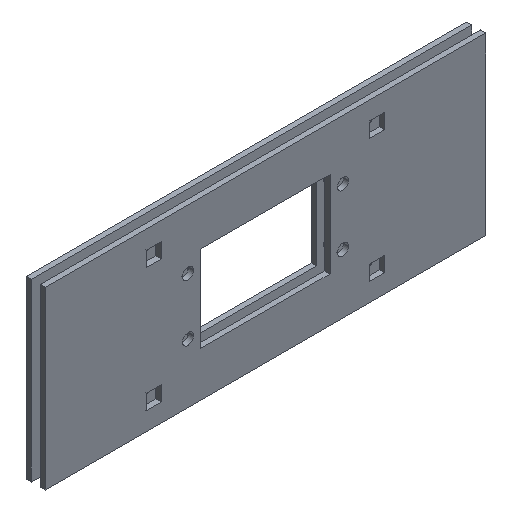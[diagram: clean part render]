
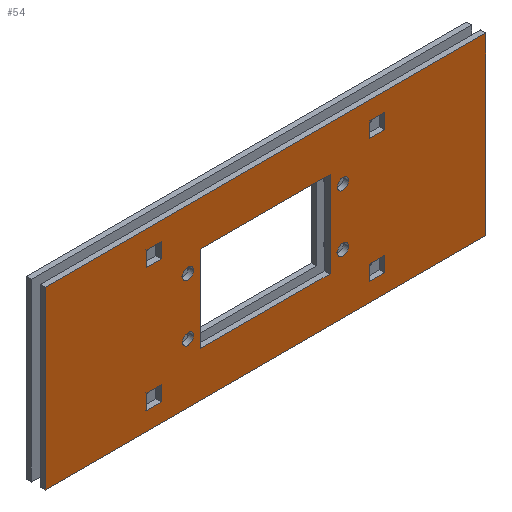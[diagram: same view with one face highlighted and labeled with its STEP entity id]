
A CAD part, isometric view. The second image highlights one B-rep face of the part: STEP entity #54.
In plain terms, the highlighted planar face has unit normal (0, -1, 0).
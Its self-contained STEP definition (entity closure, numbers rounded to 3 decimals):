
#54=ADVANCED_FACE('',(#123,#124,#125,#126,#127,#128,#129,#130,#131,#132),#133,.F.);
#123=FACE_OUTER_BOUND('',#295,.T.);
#124=FACE_BOUND('',#296,.T.);
#125=FACE_BOUND('',#297,.T.);
#126=FACE_BOUND('',#298,.T.);
#127=FACE_BOUND('',#299,.T.);
#128=FACE_BOUND('',#300,.T.);
#129=FACE_BOUND('',#301,.T.);
#130=FACE_BOUND('',#302,.T.);
#131=FACE_BOUND('',#303,.T.);
#132=FACE_BOUND('',#304,.T.);
#133=PLANE('',#305);
#295=EDGE_LOOP('',(#467,#468,#469,#470));
#296=EDGE_LOOP('',(#471,#472));
#297=EDGE_LOOP('',(#473,#474));
#298=EDGE_LOOP('',(#475,#476));
#299=EDGE_LOOP('',(#477,#478));
#300=EDGE_LOOP('',(#479,#480,#481,#482));
#301=EDGE_LOOP('',(#483,#484,#485,#486));
#302=EDGE_LOOP('',(#487,#488,#489,#490));
#303=EDGE_LOOP('',(#491,#492,#493,#494));
#304=EDGE_LOOP('',(#495,#496,#497,#498));
#305=AXIS2_PLACEMENT_3D('',#499,#500,#501);
#467=ORIENTED_EDGE('',*,*,#1055,.F.);
#468=ORIENTED_EDGE('',*,*,#1056,.F.);
#469=ORIENTED_EDGE('',*,*,#1057,.F.);
#470=ORIENTED_EDGE('',*,*,#1058,.F.);
#471=ORIENTED_EDGE('',*,*,#1059,.F.);
#472=ORIENTED_EDGE('',*,*,#1060,.F.);
#473=ORIENTED_EDGE('',*,*,#1061,.F.);
#474=ORIENTED_EDGE('',*,*,#1062,.F.);
#475=ORIENTED_EDGE('',*,*,#1063,.F.);
#476=ORIENTED_EDGE('',*,*,#1064,.F.);
#477=ORIENTED_EDGE('',*,*,#1065,.F.);
#478=ORIENTED_EDGE('',*,*,#1066,.F.);
#479=ORIENTED_EDGE('',*,*,#1067,.F.);
#480=ORIENTED_EDGE('',*,*,#1068,.F.);
#481=ORIENTED_EDGE('',*,*,#1069,.F.);
#482=ORIENTED_EDGE('',*,*,#1070,.F.);
#483=ORIENTED_EDGE('',*,*,#1071,.F.);
#484=ORIENTED_EDGE('',*,*,#1072,.F.);
#485=ORIENTED_EDGE('',*,*,#1073,.F.);
#486=ORIENTED_EDGE('',*,*,#1074,.F.);
#487=ORIENTED_EDGE('',*,*,#1075,.F.);
#488=ORIENTED_EDGE('',*,*,#1076,.F.);
#489=ORIENTED_EDGE('',*,*,#1077,.F.);
#490=ORIENTED_EDGE('',*,*,#1078,.F.);
#491=ORIENTED_EDGE('',*,*,#1079,.F.);
#492=ORIENTED_EDGE('',*,*,#1080,.F.);
#493=ORIENTED_EDGE('',*,*,#1081,.F.);
#494=ORIENTED_EDGE('',*,*,#1082,.F.);
#495=ORIENTED_EDGE('',*,*,#1083,.F.);
#496=ORIENTED_EDGE('',*,*,#1084,.F.);
#497=ORIENTED_EDGE('',*,*,#1085,.F.);
#498=ORIENTED_EDGE('',*,*,#1086,.F.);
#499=CARTESIAN_POINT('',(0.0,0.0,0.0));
#500=DIRECTION('',(-0.0,1.0,0.0));
#501=DIRECTION('',(1.0,0.0,0.0));
#1055=EDGE_CURVE('',#1247,#1248,#1249,.T.);
#1056=EDGE_CURVE('',#1250,#1247,#1251,.T.);
#1057=EDGE_CURVE('',#1252,#1250,#1253,.T.);
#1058=EDGE_CURVE('',#1248,#1252,#1254,.T.);
#1059=EDGE_CURVE('',#1255,#1256,#1257,.T.);
#1060=EDGE_CURVE('',#1256,#1255,#1258,.T.);
#1061=EDGE_CURVE('',#1259,#1260,#1261,.T.);
#1062=EDGE_CURVE('',#1260,#1259,#1262,.T.);
#1063=EDGE_CURVE('',#1263,#1264,#1265,.T.);
#1064=EDGE_CURVE('',#1264,#1263,#1266,.T.);
#1065=EDGE_CURVE('',#1267,#1268,#1269,.T.);
#1066=EDGE_CURVE('',#1268,#1267,#1270,.T.);
#1067=EDGE_CURVE('',#1271,#1272,#1273,.T.);
#1068=EDGE_CURVE('',#1274,#1271,#1275,.T.);
#1069=EDGE_CURVE('',#1276,#1274,#1277,.T.);
#1070=EDGE_CURVE('',#1272,#1276,#1278,.T.);
#1071=EDGE_CURVE('',#1279,#1280,#1281,.T.);
#1072=EDGE_CURVE('',#1282,#1279,#1283,.T.);
#1073=EDGE_CURVE('',#1284,#1282,#1285,.T.);
#1074=EDGE_CURVE('',#1280,#1284,#1286,.T.);
#1075=EDGE_CURVE('',#1287,#1288,#1289,.T.);
#1076=EDGE_CURVE('',#1290,#1287,#1291,.T.);
#1077=EDGE_CURVE('',#1292,#1290,#1293,.T.);
#1078=EDGE_CURVE('',#1288,#1292,#1294,.T.);
#1079=EDGE_CURVE('',#1295,#1296,#1297,.T.);
#1080=EDGE_CURVE('',#1298,#1295,#1299,.T.);
#1081=EDGE_CURVE('',#1300,#1298,#1301,.T.);
#1082=EDGE_CURVE('',#1296,#1300,#1302,.T.);
#1083=EDGE_CURVE('',#1303,#1304,#1305,.T.);
#1084=EDGE_CURVE('',#1306,#1303,#1307,.T.);
#1085=EDGE_CURVE('',#1308,#1306,#1309,.T.);
#1086=EDGE_CURVE('',#1304,#1308,#1310,.T.);
#1247=VERTEX_POINT('',#1567);
#1248=VERTEX_POINT('',#1568);
#1249=LINE('',#1569,#1570);
#1250=VERTEX_POINT('',#1571);
#1251=LINE('',#1572,#1573);
#1252=VERTEX_POINT('',#1574);
#1253=LINE('',#1575,#1576);
#1254=LINE('',#1577,#1578);
#1255=VERTEX_POINT('',#1579);
#1256=VERTEX_POINT('',#1580);
#1257=CIRCLE('',#1581,3.25);
#1258=CIRCLE('',#1582,3.25);
#1259=VERTEX_POINT('',#1583);
#1260=VERTEX_POINT('',#1584);
#1261=CIRCLE('',#1585,3.25);
#1262=CIRCLE('',#1586,3.25);
#1263=VERTEX_POINT('',#1587);
#1264=VERTEX_POINT('',#1588);
#1265=CIRCLE('',#1589,3.25);
#1266=CIRCLE('',#1590,3.25);
#1267=VERTEX_POINT('',#1591);
#1268=VERTEX_POINT('',#1592);
#1269=CIRCLE('',#1593,3.25);
#1270=CIRCLE('',#1594,3.25);
#1271=VERTEX_POINT('',#1595);
#1272=VERTEX_POINT('',#1596);
#1273=LINE('',#1597,#1598);
#1274=VERTEX_POINT('',#1599);
#1275=LINE('',#1600,#1601);
#1276=VERTEX_POINT('',#1602);
#1277=LINE('',#1603,#1604);
#1278=LINE('',#1605,#1606);
#1279=VERTEX_POINT('',#1607);
#1280=VERTEX_POINT('',#1608);
#1281=LINE('',#1609,#1610);
#1282=VERTEX_POINT('',#1611);
#1283=LINE('',#1612,#1613);
#1284=VERTEX_POINT('',#1614);
#1285=LINE('',#1615,#1616);
#1286=LINE('',#1617,#1618);
#1287=VERTEX_POINT('',#1619);
#1288=VERTEX_POINT('',#1620);
#1289=LINE('',#1621,#1622);
#1290=VERTEX_POINT('',#1623);
#1291=LINE('',#1624,#1625);
#1292=VERTEX_POINT('',#1626);
#1293=LINE('',#1627,#1628);
#1294=LINE('',#1629,#1630);
#1295=VERTEX_POINT('',#1631);
#1296=VERTEX_POINT('',#1632);
#1297=LINE('',#1633,#1634);
#1298=VERTEX_POINT('',#1635);
#1299=LINE('',#1636,#1637);
#1300=VERTEX_POINT('',#1638);
#1301=LINE('',#1639,#1640);
#1302=LINE('',#1641,#1642);
#1303=VERTEX_POINT('',#1643);
#1304=VERTEX_POINT('',#1644);
#1305=LINE('',#1645,#1646);
#1306=VERTEX_POINT('',#1647);
#1307=LINE('',#1648,#1649);
#1308=VERTEX_POINT('',#1650);
#1309=LINE('',#1651,#1652);
#1310=LINE('',#1653,#1654);
#1567=CARTESIAN_POINT('',(128.0,0.0,-51.0));
#1568=CARTESIAN_POINT('',(-128.0,0.0,-51.0));
#1569=CARTESIAN_POINT('',(128.0,0.0,-51.0));
#1570=VECTOR('',#2047,256.0);
#1571=CARTESIAN_POINT('',(128.0,0.0,51.0));
#1572=CARTESIAN_POINT('',(128.0,0.0,51.0));
#1573=VECTOR('',#2048,102.0);
#1574=CARTESIAN_POINT('',(-128.0,0.0,51.0));
#1575=CARTESIAN_POINT('',(-128.0,0.0,51.0));
#1576=VECTOR('',#2049,256.0);
#1577=CARTESIAN_POINT('',(-128.0,0.0,-51.0));
#1578=VECTOR('',#2050,102.0);
#1579=CARTESIAN_POINT('',(41.75,0.0,-16.5));
#1580=CARTESIAN_POINT('',(48.25,0.0,-16.5));
#1581=AXIS2_PLACEMENT_3D('',#2051,#2052,#2053);
#1582=AXIS2_PLACEMENT_3D('',#2054,#2055,#2056);
#1583=CARTESIAN_POINT('',(41.75,0.0,16.5));
#1584=CARTESIAN_POINT('',(48.25,0.0,16.5));
#1585=AXIS2_PLACEMENT_3D('',#2057,#2058,#2059);
#1586=AXIS2_PLACEMENT_3D('',#2060,#2061,#2062);
#1587=CARTESIAN_POINT('',(-48.25,0.0,-16.5));
#1588=CARTESIAN_POINT('',(-41.75,0.0,-16.5));
#1589=AXIS2_PLACEMENT_3D('',#2063,#2064,#2065);
#1590=AXIS2_PLACEMENT_3D('',#2066,#2067,#2068);
#1591=CARTESIAN_POINT('',(-48.25,0.0,16.5));
#1592=CARTESIAN_POINT('',(-41.75,0.0,16.5));
#1593=AXIS2_PLACEMENT_3D('',#2069,#2070,#2071);
#1594=AXIS2_PLACEMENT_3D('',#2072,#2073,#2074);
#1595=CARTESIAN_POINT('',(-37.5,0.0,25.0));
#1596=CARTESIAN_POINT('',(-37.5,0.0,-25.0));
#1597=CARTESIAN_POINT('',(-37.5,0.0,25.0));
#1598=VECTOR('',#2075,50.0);
#1599=CARTESIAN_POINT('',(37.5,0.0,25.0));
#1600=CARTESIAN_POINT('',(37.5,0.0,25.0));
#1601=VECTOR('',#2076,75.0);
#1602=CARTESIAN_POINT('',(37.5,0.0,-25.0));
#1603=CARTESIAN_POINT('',(37.5,0.0,-25.0));
#1604=VECTOR('',#2077,50.0);
#1605=CARTESIAN_POINT('',(-37.5,0.0,-25.0));
#1606=VECTOR('',#2078,75.0);
#1607=CARTESIAN_POINT('',(-69.375,0.0,-31.625));
#1608=CARTESIAN_POINT('',(-69.375,0.0,-40.375));
#1609=CARTESIAN_POINT('',(-69.375,0.0,-31.625));
#1610=VECTOR('',#2079,8.75);
#1611=CARTESIAN_POINT('',(-60.625,0.0,-31.625));
#1612=CARTESIAN_POINT('',(-60.625,0.0,-31.625));
#1613=VECTOR('',#2080,8.75);
#1614=CARTESIAN_POINT('',(-60.625,0.0,-40.375));
#1615=CARTESIAN_POINT('',(-60.625,0.0,-40.375));
#1616=VECTOR('',#2081,8.75);
#1617=CARTESIAN_POINT('',(-69.375,0.0,-40.375));
#1618=VECTOR('',#2082,8.75);
#1619=CARTESIAN_POINT('',(60.625,0.0,-40.375));
#1620=CARTESIAN_POINT('',(69.375,0.0,-40.375));
#1621=CARTESIAN_POINT('',(60.625,0.0,-40.375));
#1622=VECTOR('',#2083,8.75);
#1623=CARTESIAN_POINT('',(60.625,0.0,-31.625));
#1624=CARTESIAN_POINT('',(60.625,0.0,-31.625));
#1625=VECTOR('',#2084,8.75);
#1626=CARTESIAN_POINT('',(69.375,0.0,-31.625));
#1627=CARTESIAN_POINT('',(69.375,0.0,-31.625));
#1628=VECTOR('',#2085,8.75);
#1629=CARTESIAN_POINT('',(69.375,0.0,-40.375));
#1630=VECTOR('',#2086,8.75);
#1631=CARTESIAN_POINT('',(69.375,0.0,31.625));
#1632=CARTESIAN_POINT('',(69.375,0.0,40.375));
#1633=CARTESIAN_POINT('',(69.375,0.0,31.625));
#1634=VECTOR('',#2087,8.75);
#1635=CARTESIAN_POINT('',(60.625,0.0,31.625));
#1636=CARTESIAN_POINT('',(60.625,0.0,31.625));
#1637=VECTOR('',#2088,8.75);
#1638=CARTESIAN_POINT('',(60.625,0.0,40.375));
#1639=CARTESIAN_POINT('',(60.625,0.0,40.375));
#1640=VECTOR('',#2089,8.75);
#1641=CARTESIAN_POINT('',(69.375,0.0,40.375));
#1642=VECTOR('',#2090,8.75);
#1643=CARTESIAN_POINT('',(-60.625,0.0,40.375));
#1644=CARTESIAN_POINT('',(-69.375,0.0,40.375));
#1645=CARTESIAN_POINT('',(-60.625,0.0,40.375));
#1646=VECTOR('',#2091,8.75);
#1647=CARTESIAN_POINT('',(-60.625,0.0,31.625));
#1648=CARTESIAN_POINT('',(-60.625,0.0,31.625));
#1649=VECTOR('',#2092,8.75);
#1650=CARTESIAN_POINT('',(-69.375,0.0,31.625));
#1651=CARTESIAN_POINT('',(-69.375,0.0,31.625));
#1652=VECTOR('',#2093,8.75);
#1653=CARTESIAN_POINT('',(-69.375,0.0,40.375));
#1654=VECTOR('',#2094,8.75);
#2047=DIRECTION('',(-1.0,0.0,0.0));
#2048=DIRECTION('',(0.0,0.0,-1.0));
#2049=DIRECTION('',(1.0,0.0,0.0));
#2050=DIRECTION('',(0.0,0.0,1.0));
#2051=CARTESIAN_POINT('',(45.0,0.0,-16.5));
#2052=DIRECTION('',(0.0,-1.0,0.0));
#2053=DIRECTION('',(-1.0,0.0,0.0));
#2054=CARTESIAN_POINT('',(45.0,0.0,-16.5));
#2055=DIRECTION('',(0.0,-1.0,0.0));
#2056=DIRECTION('',(1.0,0.0,0.0));
#2057=CARTESIAN_POINT('',(45.0,0.0,16.5));
#2058=DIRECTION('',(0.0,-1.0,0.0));
#2059=DIRECTION('',(-1.0,0.0,0.0));
#2060=CARTESIAN_POINT('',(45.0,0.0,16.5));
#2061=DIRECTION('',(0.0,-1.0,0.0));
#2062=DIRECTION('',(1.0,0.0,0.0));
#2063=CARTESIAN_POINT('',(-45.0,0.0,-16.5));
#2064=DIRECTION('',(0.0,-1.0,0.0));
#2065=DIRECTION('',(-1.0,0.0,0.0));
#2066=CARTESIAN_POINT('',(-45.0,0.0,-16.5));
#2067=DIRECTION('',(0.0,-1.0,0.0));
#2068=DIRECTION('',(1.0,0.0,0.0));
#2069=CARTESIAN_POINT('',(-45.0,0.0,16.5));
#2070=DIRECTION('',(0.0,-1.0,0.0));
#2071=DIRECTION('',(-1.0,0.0,0.0));
#2072=CARTESIAN_POINT('',(-45.0,0.0,16.5));
#2073=DIRECTION('',(0.0,-1.0,0.0));
#2074=DIRECTION('',(1.0,0.0,0.0));
#2075=DIRECTION('',(0.0,0.0,-1.0));
#2076=DIRECTION('',(-1.0,0.0,0.0));
#2077=DIRECTION('',(0.0,0.0,1.0));
#2078=DIRECTION('',(1.0,0.0,0.0));
#2079=DIRECTION('',(0.0,0.0,-1.0));
#2080=DIRECTION('',(-1.0,0.0,0.0));
#2081=DIRECTION('',(0.0,0.0,1.0));
#2082=DIRECTION('',(1.0,0.0,0.0));
#2083=DIRECTION('',(1.0,0.0,0.0));
#2084=DIRECTION('',(0.0,0.0,-1.0));
#2085=DIRECTION('',(-1.0,0.0,0.0));
#2086=DIRECTION('',(0.0,0.0,1.0));
#2087=DIRECTION('',(0.0,0.0,1.0));
#2088=DIRECTION('',(1.0,0.0,0.0));
#2089=DIRECTION('',(0.0,0.0,-1.0));
#2090=DIRECTION('',(-1.0,0.0,0.0));
#2091=DIRECTION('',(-1.0,0.0,0.0));
#2092=DIRECTION('',(0.0,0.0,1.0));
#2093=DIRECTION('',(1.0,0.0,0.0));
#2094=DIRECTION('',(0.0,0.0,-1.0));
